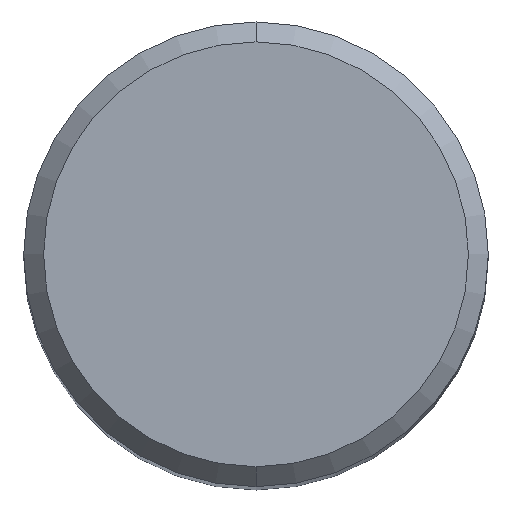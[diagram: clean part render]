
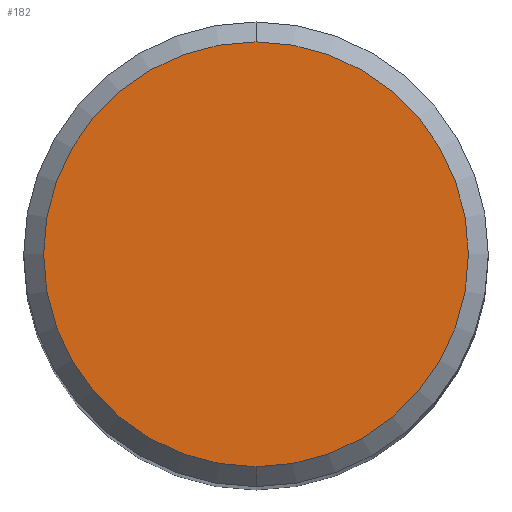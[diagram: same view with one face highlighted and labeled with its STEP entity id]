
A CAD part, top view. The second image highlights one B-rep face of the part: STEP entity #182.
In plain terms, the highlighted planar face has unit normal (0, 0, 1).
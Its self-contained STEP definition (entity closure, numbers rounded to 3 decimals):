
#176=VERTEX_POINT('',#478);
#182=ADVANCED_FACE('',(#484),#485,.T.);
#314=VERTEX_POINT('',#632);
#354=EDGE_CURVE('',#176,#314,#675,.T.);
#444=EDGE_CURVE('',#314,#176,#775,.T.);
#478=CARTESIAN_POINT('',(0.,-6.4,0.0));
#484=FACE_OUTER_BOUND('',#809,.T.);
#485=PLANE('',#810);
#632=CARTESIAN_POINT('',(0.0,6.4,0.0));
#675=CIRCLE('',#1281,6.4);
#775=CIRCLE('',#1455,6.4);
#809=EDGE_LOOP('',(#1495,#1496));
#810=AXIS2_PLACEMENT_3D('',#1497,#1498,#1499);
#1281=AXIS2_PLACEMENT_3D('',#1700,#1701,#1702);
#1455=AXIS2_PLACEMENT_3D('',#1825,#1826,#1827);
#1495=ORIENTED_EDGE('',*,*,#444,.F.);
#1496=ORIENTED_EDGE('',*,*,#354,.F.);
#1497=CARTESIAN_POINT('',(0.0,3.2,0.0));
#1498=DIRECTION('',(-0.0,0.0,1.0));
#1499=DIRECTION('',(0.0,-1.0,0.0));
#1700=CARTESIAN_POINT('',(0.0,0.0,0.0));
#1701=DIRECTION('',(0.0,0.0,-1.0));
#1702=DIRECTION('',(0.0,1.0,0.0));
#1825=CARTESIAN_POINT('',(0.0,0.0,0.0));
#1826=DIRECTION('',(0.0,0.0,-1.0));
#1827=DIRECTION('',(0.0,1.0,0.0));
